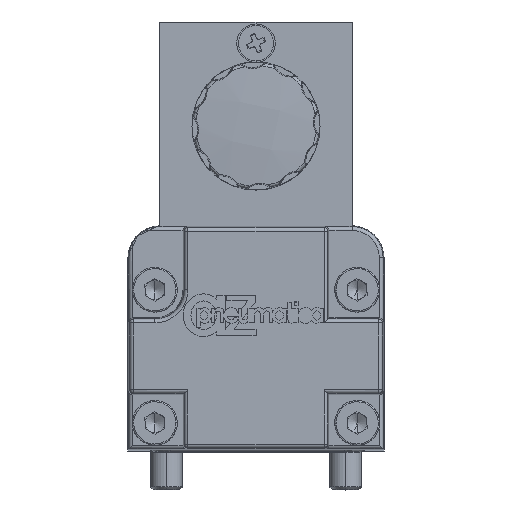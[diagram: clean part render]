
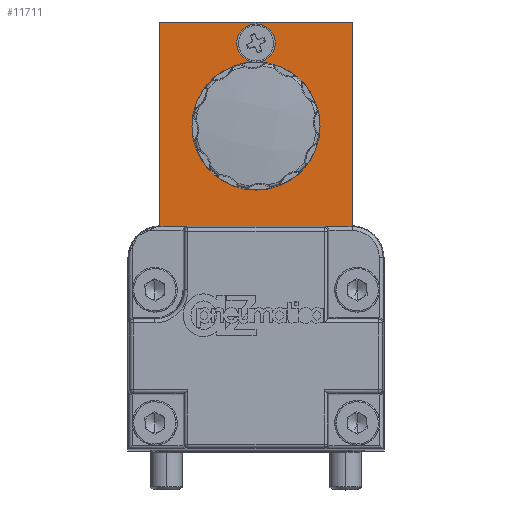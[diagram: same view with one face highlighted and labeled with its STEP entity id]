
A CAD part, top view. The second image highlights one B-rep face of the part: STEP entity #11711.
In plain terms, the highlighted planar face has unit normal (0, 0, 1).
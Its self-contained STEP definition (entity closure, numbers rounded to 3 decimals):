
#407 = VERTEX_POINT ( 'NONE', #90100 ) ;
#534 = EDGE_LOOP ( 'NONE', ( #118780, #108564, #55635, #17339, #66544, #93148 ) ) ;
#905 = VERTEX_POINT ( 'NONE', #35049 ) ;
#4100 = EDGE_CURVE ( 'NONE', #68955, #35095, #29934, .T. ) ;
#4168 = VECTOR ( 'NONE', #65815, 1000. ) ;
#4518 = EDGE_CURVE ( 'NONE', #17346, #34735, #88771, .T. ) ;
#4847 = LINE ( 'NONE', #108913, #73023 ) ;
#4881 = CARTESIAN_POINT ( 'NONE',  ( 20.147, 57.904, 88.75 ) ) ;
#8323 = AXIS2_PLACEMENT_3D ( 'NONE', #58038, #10528, #20711 ) ;
#9026 = PLANE ( 'NONE',  #100912 ) ;
#10528 = DIRECTION ( 'NONE',  ( 0., 0., 1. ) ) ;
#11711 = ADVANCED_FACE ( 'NONE', ( #123878, #58905, #81519 ), #9026, .F. ) ;
#12024 = EDGE_CURVE ( 'NONE', #87763, #110019, #52873, .T. ) ;
#12321 = CARTESIAN_POINT ( 'NONE',  ( 13.575, 54.279, 88.75 ) ) ;
#13251 = CIRCLE ( 'NONE', #53313, 3. ) ;
#14522 = VECTOR ( 'NONE', #111392, 1000. ) ;
#15940 = EDGE_CURVE ( 'NONE', #112804, #87763, #31590, .T. ) ;
#17339 = ORIENTED_EDGE ( 'NONE', *, *, #15940, .F. ) ;
#17346 = VERTEX_POINT ( 'NONE', #56324 ) ;
#18231 = CARTESIAN_POINT ( 'NONE',  ( 26.425, 46.521, 88.75 ) ) ;
#19077 = DIRECTION ( 'NONE',  ( 0.02, 1., 0. ) ) ;
#19757 = CARTESIAN_POINT ( 'NONE',  ( 13.428, 46.775, 88.75 ) ) ;
#20711 = DIRECTION ( 'NONE',  ( 1., 0., 0. ) ) ;
#22716 = EDGE_CURVE ( 'NONE', #407, #84248, #112904, .T. ) ;
#27730 = CARTESIAN_POINT ( 'NONE',  ( 35., 34.7, 88.75 ) ) ;
#29592 = EDGE_CURVE ( 'NONE', #110019, #905, #123717, .T. ) ;
#29934 = LINE ( 'NONE', #122796, #42114 ) ;
#31590 = LINE ( 'NONE', #35829, #4168 ) ;
#33992 = CARTESIAN_POINT ( 'NONE',  ( 13.428, 46.775, 88.75 ) ) ;
#34735 = VERTEX_POINT ( 'NONE', #59252 ) ;
#35049 = CARTESIAN_POINT ( 'NONE',  ( 26.425, 46.521, 88.75 ) ) ;
#35095 = VERTEX_POINT ( 'NONE', #66342 ) ;
#35241 = CARTESIAN_POINT ( 'NONE',  ( 17., 63.4, 88.75 ) ) ;
#35829 = CARTESIAN_POINT ( 'NONE',  ( 13.575, 54.279, 88.75 ) ) ;
#35889 = VECTOR ( 'NONE', #19077, 1000. ) ;
#36246 = VECTOR ( 'NONE', #72884, 1000. ) ;
#36343 = ORIENTED_EDGE ( 'NONE', *, *, #112767, .F. ) ;
#37560 = DIRECTION ( 'NONE',  ( -1., 0., 0. ) ) ;
#37799 = EDGE_CURVE ( 'NONE', #905, #68955, #55554, .T. ) ;
#40607 = EDGE_CURVE ( 'NONE', #84248, #17346, #40654, .T. ) ;
#40654 = LINE ( 'NONE', #57594, #117721 ) ;
#40849 = CARTESIAN_POINT ( 'NONE',  ( 5., 34.7, 88.75 ) ) ;
#42114 = VECTOR ( 'NONE', #64973, 1000. ) ;
#42644 = ORIENTED_EDGE ( 'NONE', *, *, #40607, .T. ) ;
#49362 = ORIENTED_EDGE ( 'NONE', *, *, #58858, .T. ) ;
#50326 = CARTESIAN_POINT ( 'NONE',  ( 23., 63.4, 88.75 ) ) ;
#50618 = EDGE_LOOP ( 'NONE', ( #36343, #52467 ) ) ;
#51416 = DIRECTION ( 'NONE',  ( -1., 0., 0. ) ) ;
#52467 = ORIENTED_EDGE ( 'NONE', *, *, #70318, .F. ) ;
#52873 = LINE ( 'NONE', #33992, #36246 ) ;
#53313 = AXIS2_PLACEMENT_3D ( 'NONE', #108879, #80448, #108020 ) ;
#54990 = CARTESIAN_POINT ( 'NONE',  ( 19.853, 42.896, 88.75 ) ) ;
#55554 = LINE ( 'NONE', #18231, #35889 ) ;
#55635 = ORIENTED_EDGE ( 'NONE', *, *, #12024, .F. ) ;
#56324 = CARTESIAN_POINT ( 'NONE',  ( 35., 34.7, 88.75 ) ) ;
#57594 = CARTESIAN_POINT ( 'NONE',  ( 5., 34.7, 88.75 ) ) ;
#58038 = CARTESIAN_POINT ( 'NONE',  ( 20., 63.4, 88.75 ) ) ;
#58858 = EDGE_CURVE ( 'NONE', #34735, #407, #4847, .T. ) ;
#58905 = FACE_BOUND ( 'NONE', #50618, .T. ) ;
#59164 = EDGE_LOOP ( 'NONE', ( #78134, #49362, #122737, #42644 ) ) ;
#59252 = CARTESIAN_POINT ( 'NONE',  ( 35., 66.7, 88.75 ) ) ;
#59901 = CARTESIAN_POINT ( 'NONE',  ( 19.853, 42.896, 88.75 ) ) ;
#62790 = CARTESIAN_POINT ( 'NONE',  ( 5., 66.7, 88.75 ) ) ;
#64973 = DIRECTION ( 'NONE',  ( -0.856, 0.517, 0. ) ) ;
#65722 = VERTEX_POINT ( 'NONE', #50326 ) ;
#65815 = DIRECTION ( 'NONE',  ( -0.02, -1., 0. ) ) ;
#66342 = CARTESIAN_POINT ( 'NONE',  ( 20.147, 57.904, 88.75 ) ) ;
#66544 = ORIENTED_EDGE ( 'NONE', *, *, #79717, .F. ) ;
#68061 = LINE ( 'NONE', #4881, #125540 ) ;
#68955 = VERTEX_POINT ( 'NONE', #99484 ) ;
#70318 = EDGE_CURVE ( 'NONE', #75202, #65722, #119860, .T. ) ;
#72884 = DIRECTION ( 'NONE',  ( 0.856, -0.517, 0. ) ) ;
#73023 = VECTOR ( 'NONE', #51416, 1000. ) ;
#74084 = CARTESIAN_POINT ( 'NONE',  ( 35., 66.7, 88.75 ) ) ;
#74482 = DIRECTION ( 'NONE',  ( 0., 1., 0. ) ) ;
#75202 = VERTEX_POINT ( 'NONE', #35241 ) ;
#75856 = DIRECTION ( 'NONE',  ( 0., 0., -1. ) ) ;
#76093 = DIRECTION ( 'NONE',  ( 1., 0., 0. ) ) ;
#78134 = ORIENTED_EDGE ( 'NONE', *, *, #4518, .T. ) ;
#79717 = EDGE_CURVE ( 'NONE', #35095, #112804, #68061, .T. ) ;
#80448 = DIRECTION ( 'NONE',  ( 0., 0., 1. ) ) ;
#81519 = FACE_OUTER_BOUND ( 'NONE', #59164, .T. ) ;
#84248 = VERTEX_POINT ( 'NONE', #40849 ) ;
#87763 = VERTEX_POINT ( 'NONE', #19757 ) ;
#88771 = LINE ( 'NONE', #74084, #118945 ) ;
#90100 = CARTESIAN_POINT ( 'NONE',  ( 5., 66.7, 88.75 ) ) ;
#92970 = DIRECTION ( 'NONE',  ( 0.876, 0.483, 0. ) ) ;
#93148 = ORIENTED_EDGE ( 'NONE', *, *, #4100, .F. ) ;
#99484 = CARTESIAN_POINT ( 'NONE',  ( 26.572, 54.025, 88.75 ) ) ;
#100912 = AXIS2_PLACEMENT_3D ( 'NONE', #27730, #75856, #37560 ) ;
#108020 = DIRECTION ( 'NONE',  ( 1., 0., 0. ) ) ;
#108564 = ORIENTED_EDGE ( 'NONE', *, *, #29592, .F. ) ;
#108879 = CARTESIAN_POINT ( 'NONE',  ( 20., 63.4, 88.75 ) ) ;
#108913 = CARTESIAN_POINT ( 'NONE',  ( 5., 66.7, 88.75 ) ) ;
#110019 = VERTEX_POINT ( 'NONE', #59901 ) ;
#111120 = DIRECTION ( 'NONE',  ( -0.876, -0.483, 0. ) ) ;
#111392 = DIRECTION ( 'NONE',  ( 0., -1., 0. ) ) ;
#112767 = EDGE_CURVE ( 'NONE', #65722, #75202, #13251, .T. ) ;
#112804 = VERTEX_POINT ( 'NONE', #12321 ) ;
#112904 = LINE ( 'NONE', #62790, #14522 ) ;
#114646 = VECTOR ( 'NONE', #92970, 1000. ) ;
#117721 = VECTOR ( 'NONE', #76093, 1000. ) ;
#118780 = ORIENTED_EDGE ( 'NONE', *, *, #37799, .F. ) ;
#118945 = VECTOR ( 'NONE', #74482, 1000. ) ;
#119860 = CIRCLE ( 'NONE', #8323, 3. ) ;
#122737 = ORIENTED_EDGE ( 'NONE', *, *, #22716, .T. ) ;
#122796 = CARTESIAN_POINT ( 'NONE',  ( 26.572, 54.025, 88.75 ) ) ;
#123717 = LINE ( 'NONE', #54990, #114646 ) ;
#123878 = FACE_BOUND ( 'NONE', #534, .T. ) ;
#125540 = VECTOR ( 'NONE', #111120, 1000. ) ;
